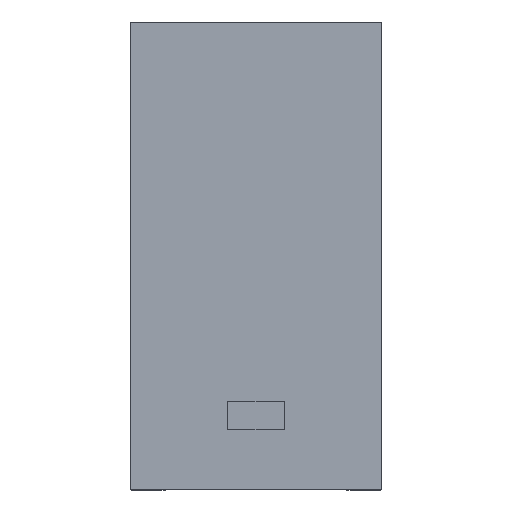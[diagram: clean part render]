
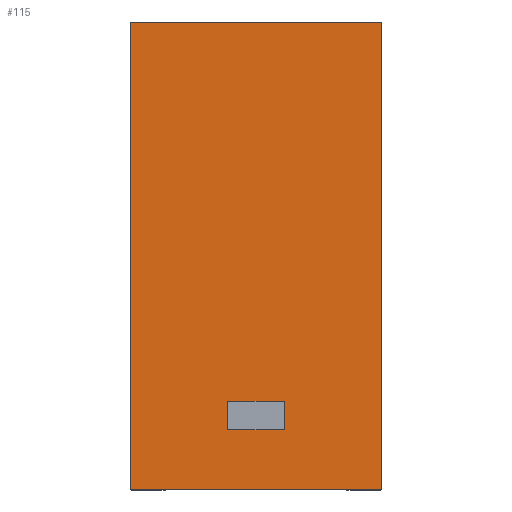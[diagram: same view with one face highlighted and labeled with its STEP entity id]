
A CAD part, top view. The second image highlights one B-rep face of the part: STEP entity #115.
In plain terms, the highlighted planar face has unit normal (0, 0, 1).
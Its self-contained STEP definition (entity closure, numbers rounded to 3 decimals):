
#51 = VERTEX_POINT('',#52);
#52 = CARTESIAN_POINT('',(-8.89,-15.24,12.5));
#67 = VERTEX_POINT('',#68);
#68 = CARTESIAN_POINT('',(-8.89,17.78,12.5));
#74 = EDGE_CURVE('',#51,#67,#75,.T.);
#75 = LINE('',#76,#77);
#76 = CARTESIAN_POINT('',(-8.89,-15.24,12.5));
#77 = VECTOR('',#78,1.);
#78 = DIRECTION('',(0.,1.,0.));
#97 = EDGE_CURVE('',#51,#98,#100,.T.);
#98 = VERTEX_POINT('',#99);
#99 = CARTESIAN_POINT('',(8.89,-15.24,12.5));
#100 = LINE('',#101,#102);
#101 = CARTESIAN_POINT('',(-8.89,-15.24,12.5));
#102 = VECTOR('',#103,1.);
#103 = DIRECTION('',(1.,0.,0.));
#115 = ADVANCED_FACE('',(#116,#134),#168,.T.);
#116 = FACE_BOUND('',#117,.T.);
#117 = EDGE_LOOP('',(#118,#119,#120,#128));
#118 = ORIENTED_EDGE('',*,*,#74,.F.);
#119 = ORIENTED_EDGE('',*,*,#97,.T.);
#120 = ORIENTED_EDGE('',*,*,#121,.T.);
#121 = EDGE_CURVE('',#98,#122,#124,.T.);
#122 = VERTEX_POINT('',#123);
#123 = CARTESIAN_POINT('',(8.89,17.78,12.5));
#124 = LINE('',#125,#126);
#125 = CARTESIAN_POINT('',(8.89,-15.24,12.5));
#126 = VECTOR('',#127,1.);
#127 = DIRECTION('',(0.,1.,0.));
#128 = ORIENTED_EDGE('',*,*,#129,.F.);
#129 = EDGE_CURVE('',#67,#122,#130,.T.);
#130 = LINE('',#131,#132);
#131 = CARTESIAN_POINT('',(-8.89,17.78,12.5));
#132 = VECTOR('',#133,1.);
#133 = DIRECTION('',(1.,0.,0.));
#134 = FACE_BOUND('',#135,.T.);
#135 = EDGE_LOOP('',(#136,#146,#154,#162));
#136 = ORIENTED_EDGE('',*,*,#137,.T.);
#137 = EDGE_CURVE('',#138,#140,#142,.T.);
#138 = VERTEX_POINT('',#139);
#139 = CARTESIAN_POINT('',(-2.,-11.,12.5));
#140 = VERTEX_POINT('',#141);
#141 = CARTESIAN_POINT('',(-2.,-9.,12.5));
#142 = LINE('',#143,#144);
#143 = CARTESIAN_POINT('',(-2.,-11.,12.5));
#144 = VECTOR('',#145,1.);
#145 = DIRECTION('',(0.,1.,0.));
#146 = ORIENTED_EDGE('',*,*,#147,.T.);
#147 = EDGE_CURVE('',#140,#148,#150,.T.);
#148 = VERTEX_POINT('',#149);
#149 = CARTESIAN_POINT('',(2.,-9.,12.5));
#150 = LINE('',#151,#152);
#151 = CARTESIAN_POINT('',(-2.,-9.,12.5));
#152 = VECTOR('',#153,1.);
#153 = DIRECTION('',(1.,0.,0.));
#154 = ORIENTED_EDGE('',*,*,#155,.F.);
#155 = EDGE_CURVE('',#156,#148,#158,.T.);
#156 = VERTEX_POINT('',#157);
#157 = CARTESIAN_POINT('',(2.,-11.,12.5));
#158 = LINE('',#159,#160);
#159 = CARTESIAN_POINT('',(2.,-11.,12.5));
#160 = VECTOR('',#161,1.);
#161 = DIRECTION('',(0.,1.,0.));
#162 = ORIENTED_EDGE('',*,*,#163,.F.);
#163 = EDGE_CURVE('',#138,#156,#164,.T.);
#164 = LINE('',#165,#166);
#165 = CARTESIAN_POINT('',(-2.,-11.,12.5));
#166 = VECTOR('',#167,1.);
#167 = DIRECTION('',(1.,0.,0.));
#168 = PLANE('',#169);
#169 = AXIS2_PLACEMENT_3D('',#170,#171,#172);
#170 = CARTESIAN_POINT('',(-8.89,-15.24,12.5));
#171 = DIRECTION('',(0.,0.,1.));
#172 = DIRECTION('',(1.,0.,0.));
